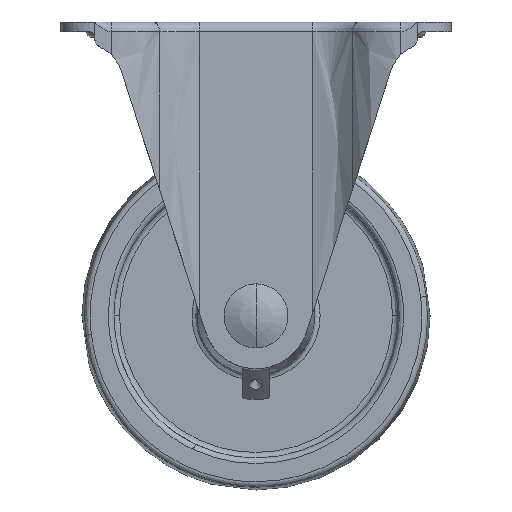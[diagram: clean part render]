
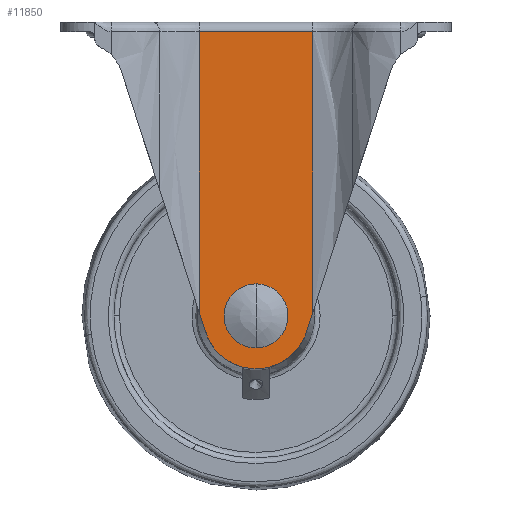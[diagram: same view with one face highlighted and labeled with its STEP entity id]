
A CAD part, front view. The second image highlights one B-rep face of the part: STEP entity #11850.
In plain terms, the highlighted free-form (B-spline) face has degree [1, 1] with [2, 2] control points.
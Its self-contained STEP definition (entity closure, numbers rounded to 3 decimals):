
#4924=CARTESIAN_POINT('',(0.074,-31.5,-8.5));
#4925=VERTEX_POINT('',#4924);
#4931=CARTESIAN_POINT('',(8.5,-31.5,0.0));
#4932=VERTEX_POINT('',#4931);
#4933=CARTESIAN_POINT('',(8.5,-31.5,0.0));
#4934=CARTESIAN_POINT('',(8.5,-31.5,-8.426));
#4935=CARTESIAN_POINT('',(0.074,-31.5,-8.5));
#4943=(BOUNDED_CURVE()B_SPLINE_CURVE(2,(#4933,#4934,#4935),.UNSPECIFIED.,.F.,.U.)B_SPLINE_CURVE_WITH_KNOTS((3,3),(0.5,0.748),.UNSPECIFIED.)CURVE()GEOMETRIC_REPRESENTATION_ITEM()RATIONAL_B_SPLINE_CURVE((1.0,0.709,0.996))REPRESENTATION_ITEM(''));
#4944=EDGE_CURVE('',#4932,#4925,#4943,.T.);
#4946=CARTESIAN_POINT('',(-0.074,-31.5,8.5));
#4947=VERTEX_POINT('',#4946);
#4948=CARTESIAN_POINT('',(-0.074,-31.5,8.5));
#4949=CARTESIAN_POINT('',(-0.037,-31.5,8.5));
#4950=CARTESIAN_POINT('',(0.0,-31.5,8.5));
#4951=CARTESIAN_POINT('',(8.5,-31.5,8.5));
#4952=CARTESIAN_POINT('',(8.5,-31.5,0.0));
#4960=(BOUNDED_CURVE()B_SPLINE_CURVE(2,(#4948,#4949,#4950,#4951,#4952),.UNSPECIFIED.,.F.,.U.)B_SPLINE_CURVE_WITH_KNOTS((3,2,3),(0.248,0.25,0.5),.UNSPECIFIED.)CURVE()GEOMETRIC_REPRESENTATION_ITEM()RATIONAL_B_SPLINE_CURVE((0.996,0.998,1.0,0.707,1.0))REPRESENTATION_ITEM(''));
#4961=EDGE_CURVE('',#4947,#4932,#4960,.T.);
#5037=CARTESIAN_POINT('',(-8.5,-31.5,0.0));
#5038=VERTEX_POINT('',#5037);
#5039=CARTESIAN_POINT('',(-8.5,-31.5,0.0));
#5040=CARTESIAN_POINT('',(-8.5,-31.5,8.426));
#5041=CARTESIAN_POINT('',(-0.074,-31.5,8.5));
#5049=(BOUNDED_CURVE()B_SPLINE_CURVE(2,(#5039,#5040,#5041),.UNSPECIFIED.,.F.,.U.)B_SPLINE_CURVE_WITH_KNOTS((3,3),(0.0,0.248),.UNSPECIFIED.)CURVE()GEOMETRIC_REPRESENTATION_ITEM()RATIONAL_B_SPLINE_CURVE((1.0,0.709,0.996))REPRESENTATION_ITEM(''));
#5050=EDGE_CURVE('',#5038,#4947,#5049,.T.);
#5052=CARTESIAN_POINT('',(0.074,-31.5,-8.5));
#5053=CARTESIAN_POINT('',(0.037,-31.5,-8.5));
#5054=CARTESIAN_POINT('',(0.0,-31.5,-8.5));
#5055=CARTESIAN_POINT('',(-8.5,-31.5,-8.5));
#5056=CARTESIAN_POINT('',(-8.5,-31.5,0.0));
#5064=(BOUNDED_CURVE()B_SPLINE_CURVE(2,(#5052,#5053,#5054,#5055,#5056),.UNSPECIFIED.,.F.,.U.)B_SPLINE_CURVE_WITH_KNOTS((3,2,3),(0.748,0.75,1.0),.UNSPECIFIED.)CURVE()GEOMETRIC_REPRESENTATION_ITEM()RATIONAL_B_SPLINE_CURVE((0.996,0.998,1.0,0.707,1.0))REPRESENTATION_ITEM(''));
#5065=EDGE_CURVE('',#4925,#5038,#5064,.T.);
#10357=CARTESIAN_POINT('',(-20.381,-31.5,102.0));
#10358=VERTEX_POINT('',#10357);
#10418=CARTESIAN_POINT('',(20.381,-31.5,102.0));
#10419=VERTEX_POINT('',#10418);
#10441=CARTESIAN_POINT('',(20.381,-31.5,102.0));
#10442=CARTESIAN_POINT('',(-20.381,-31.5,102.0));
#10443=QUASI_UNIFORM_CURVE('',1,(#10441,#10442),.UNSPECIFIED.,.F.,.U.);
#10444=EDGE_CURVE('',#10419,#10358,#10443,.T.);
#11349=CARTESIAN_POINT('',(-18.235,-31.5,-5.337));
#11350=VERTEX_POINT('',#11349);
#11351=CARTESIAN_POINT('',(18.235,-31.5,-5.337));
#11352=VERTEX_POINT('',#11351);
#11353=CARTESIAN_POINT('',(-18.235,-31.5,-5.337));
#11354=CARTESIAN_POINT('',(-17.842,-31.5,-6.68));
#11355=CARTESIAN_POINT('',(-16.806,-31.5,-9.162));
#11356=CARTESIAN_POINT('',(-14.547,-31.5,-12.421));
#11357=CARTESIAN_POINT('',(-11.96,-31.5,-14.897));
#11358=CARTESIAN_POINT('',(-9.401,-31.5,-16.584));
#11359=CARTESIAN_POINT('',(-7.212,-31.5,-17.62));
#11360=CARTESIAN_POINT('',(-4.621,-31.5,-18.512));
#11361=CARTESIAN_POINT('',(-1.282,-31.5,-19.105));
#11362=CARTESIAN_POINT('',(2.428,-31.5,-18.956));
#11363=CARTESIAN_POINT('',(5.476,-31.5,-18.255));
#11364=CARTESIAN_POINT('',(8.278,-31.5,-17.195));
#11365=CARTESIAN_POINT('',(10.938,-31.5,-15.663));
#11366=CARTESIAN_POINT('',(13.47,-31.5,-13.516));
#11367=CARTESIAN_POINT('',(15.377,-31.5,-11.282));
#11368=CARTESIAN_POINT('',(17.061,-31.5,-8.573));
#11369=CARTESIAN_POINT('',(17.878,-31.5,-6.558));
#11370=CARTESIAN_POINT('',(18.235,-31.5,-5.337));
#11371=B_SPLINE_CURVE_WITH_KNOTS('',3,(#11353,#11354,#11355,#11356,#11357,#11358,#11359,#11360,#11361,#11362,#11363,#11364,#11365,#11366,#11367,#11368,#11369,#11370),.UNSPECIFIED.,.F.,.U.,(4,1,1,1,1,1,1,1,1,1,1,1,1,1,1,4),(0.,4.2,8.018,11.836,14.891,17.181,19.091,23.1,27.299,30.163,32.454,36.272,39.326,42.381,45.054,48.872),.UNSPECIFIED.);
#11372=EDGE_CURVE('',#11350,#11352,#11371,.T.);
#11393=CARTESIAN_POINT('',(-20.381,-31.5,1.315));
#11394=VERTEX_POINT('',#11393);
#11395=CARTESIAN_POINT('',(-18.235,-31.5,-5.337));
#11396=CARTESIAN_POINT('',(-20.381,-31.5,1.315));
#11397=QUASI_UNIFORM_CURVE('',1,(#11395,#11396),.UNSPECIFIED.,.F.,.U.);
#11398=EDGE_CURVE('',#11350,#11394,#11397,.T.);
#11561=CARTESIAN_POINT('',(20.381,-31.5,1.315));
#11562=VERTEX_POINT('',#11561);
#11576=CARTESIAN_POINT('',(20.381,-31.5,1.315));
#11577=CARTESIAN_POINT('',(18.235,-31.5,-5.337));
#11578=QUASI_UNIFORM_CURVE('',1,(#11576,#11577),.UNSPECIFIED.,.F.,.U.);
#11579=EDGE_CURVE('',#11562,#11352,#11578,.T.);
#11816=CARTESIAN_POINT('',(-20.381,-31.5,1.315));
#11817=CARTESIAN_POINT('',(-20.381,-31.5,102.0));
#11818=QUASI_UNIFORM_CURVE('',1,(#11816,#11817),.UNSPECIFIED.,.F.,.U.);
#11819=EDGE_CURVE('',#11394,#10358,#11818,.T.);
#11827=CARTESIAN_POINT('',(22.417,-31.5,-25.044));
#11828=CARTESIAN_POINT('',(-22.417,-31.5,-25.044));
#11829=CARTESIAN_POINT('',(22.417,-31.5,108.044));
#11830=CARTESIAN_POINT('',(-22.417,-31.5,108.044));
#11831=B_SPLINE_SURFACE_WITH_KNOTS('',1,1,((#11827,#11829),(#11828,#11830)),.UNSPECIFIED.,.F.,.F.,.U.,(2,2),(2,2),(0.0,44.835),(0.0,133.088),.UNSPECIFIED.);
#11832=CARTESIAN_POINT('',(20.381,-31.5,1.315));
#11833=CARTESIAN_POINT('',(20.381,-31.5,102.0));
#11834=QUASI_UNIFORM_CURVE('',1,(#11832,#11833),.UNSPECIFIED.,.F.,.U.);
#11835=EDGE_CURVE('',#11562,#10419,#11834,.T.);
#11836=ORIENTED_EDGE('',*,*,#11835,.T.);
#11837=ORIENTED_EDGE('',*,*,#10444,.T.);
#11838=ORIENTED_EDGE('',*,*,#11819,.F.);
#11839=ORIENTED_EDGE('',*,*,#11398,.F.);
#11840=ORIENTED_EDGE('',*,*,#11372,.T.);
#11841=ORIENTED_EDGE('',*,*,#11579,.F.);
#11842=EDGE_LOOP('',(#11836,#11837,#11838,#11839,#11840,#11841));
#11843=FACE_OUTER_BOUND('',#11842,.T.);
#11844=ORIENTED_EDGE('',*,*,#5050,.T.);
#11845=ORIENTED_EDGE('',*,*,#4961,.T.);
#11846=ORIENTED_EDGE('',*,*,#4944,.T.);
#11847=ORIENTED_EDGE('',*,*,#5065,.T.);
#11848=EDGE_LOOP('',(#11844,#11845,#11846,#11847));
#11849=FACE_BOUND('',#11848,.T.);
#11850=ADVANCED_FACE('',(#11843,#11849),#11831,.F.);
